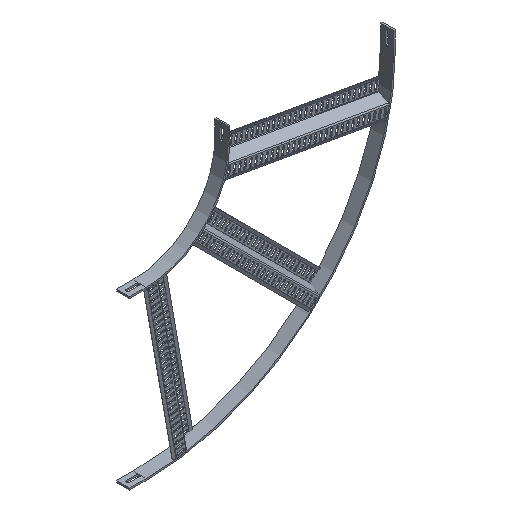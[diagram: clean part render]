
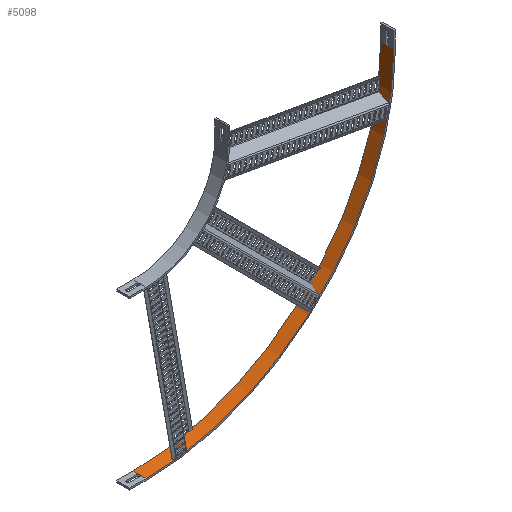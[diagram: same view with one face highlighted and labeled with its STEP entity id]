
A CAD part, isometric view. The second image highlights one B-rep face of the part: STEP entity #5098.
In plain terms, the highlighted cylindrical face has radius 755 mm (diameter 1510 mm), a partial arc.
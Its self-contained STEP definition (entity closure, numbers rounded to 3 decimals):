
#12 = ORIENTED_EDGE ( 'NONE', *, *, #5728, .F. ) ;
#68 = CARTESIAN_POINT ( 'NONE',  ( 0., -22.121, -755. ) ) ;
#222 = DIRECTION ( 'NONE',  ( 0., 1., 0. ) ) ;
#587 = CARTESIAN_POINT ( 'NONE',  ( 755., -21.79, -0.164 ) ) ;
#648 = DIRECTION ( 'NONE',  ( 0., 1., 0. ) ) ;
#789 = DIRECTION ( 'NONE',  ( 0., -1., 0. ) ) ;
#911 = ORIENTED_EDGE ( 'NONE', *, *, #8744, .T. ) ;
#1009 = CARTESIAN_POINT ( 'NONE',  ( 755., -22.121, 0. ) ) ;
#1851 = VECTOR ( 'NONE', #4990, 1000. ) ;
#2047 = DIRECTION ( 'NONE',  ( 0., 1., 0. ) ) ;
#2054 = VECTOR ( 'NONE', #2047, 1000. ) ;
#2198 = LINE ( 'NONE', #10499, #1851 ) ;
#2449 = CARTESIAN_POINT ( 'NONE',  ( 0., -40., 0. ) ) ;
#2501 = DIRECTION ( 'NONE',  ( 0., 0., 1. ) ) ;
#2529 = CARTESIAN_POINT ( 'NONE',  ( 0.454, -19.263, -755. ) ) ;
#2546 = CARTESIAN_POINT ( 'NONE',  ( 0., -40., -755. ) ) ;
#2599 = CARTESIAN_POINT ( 'NONE',  ( 0., 0., 0. ) ) ;
#3204 = EDGE_CURVE ( 'NONE', #7401, #6026, #3780, .T. ) ;
#3255 = CARTESIAN_POINT ( 'NONE',  ( 0.497, -19.633, -755. ) ) ;
#3386 = VECTOR ( 'NONE', #222, 1000. ) ;
#3780 = B_SPLINE_CURVE_WITH_KNOTS ( 'NONE', 3,
 ( #4330, #11396, #4260, #6861, #10671, #3255, #2529, #7860, #8759, #11512 ),
 .UNSPECIFIED., .F., .F.,
 ( 4, 2, 2, 2, 4 ),
 ( 0., 0.001, 0.002, 0.003, 0.004 ),
 .UNSPECIFIED. ) ;
#3940 = DIRECTION ( 'NONE',  ( 0., 1., 0. ) ) ;
#4084 = VERTEX_POINT ( 'NONE', #10098 ) ;
#4177 = VERTEX_POINT ( 'NONE', #1009 ) ;
#4205 = EDGE_CURVE ( 'NONE', #9226, #9556, #7723, .T. ) ;
#4260 = CARTESIAN_POINT ( 'NONE',  ( 0.288, -21.445, -755. ) ) ;
#4330 = CARTESIAN_POINT ( 'NONE',  ( 0., -22.121, -755. ) ) ;
#4350 = CARTESIAN_POINT ( 'NONE',  ( 755., -20.737, -0.454 ) ) ;
#4402 = CARTESIAN_POINT ( 'NONE',  ( 755., -22.121, 0. ) ) ;
#4441 = DIRECTION ( 'NONE',  ( 0., -1., 0. ) ) ;
#4598 = CARTESIAN_POINT ( 'NONE',  ( 0., -40., -755. ) ) ;
#4655 = AXIS2_PLACEMENT_3D ( 'NONE', #9697, #789, #7143 ) ;
#4825 = EDGE_CURVE ( 'NONE', #6026, #9226, #10176, .T. ) ;
#4990 = DIRECTION ( 'NONE',  ( 0., 1., 0. ) ) ;
#5039 = CARTESIAN_POINT ( 'NONE',  ( 755., 0., 0. ) ) ;
#5084 = AXIS2_PLACEMENT_3D ( 'NONE', #2599, #4441, #6705 ) ;
#5098 = ADVANCED_FACE ( 'NONE', ( #5174 ), #6885, .F. ) ;
#5174 = FACE_OUTER_BOUND ( 'NONE', #10989, .T. ) ;
#5290 = CARTESIAN_POINT ( 'NONE',  ( 755., -20.367, -0.497 ) ) ;
#5319 = EDGE_CURVE ( 'NONE', #4084, #9556, #6773, .T. ) ;
#5529 = VERTEX_POINT ( 'NONE', #2546 ) ;
#5728 = EDGE_CURVE ( 'NONE', #5529, #7401, #10213, .T. ) ;
#5954 = VERTEX_POINT ( 'NONE', #6678 ) ;
#6026 = VERTEX_POINT ( 'NONE', #6498 ) ;
#6174 = CARTESIAN_POINT ( 'NONE',  ( 755., -19.274, -0.456 ) ) ;
#6307 = ORIENTED_EDGE ( 'NONE', *, *, #10967, .F. ) ;
#6498 = CARTESIAN_POINT ( 'NONE',  ( 0., -17.879, -755. ) ) ;
#6678 = CARTESIAN_POINT ( 'NONE',  ( 755., -40., 0. ) ) ;
#6705 = DIRECTION ( 'NONE',  ( 0., 0., -1. ) ) ;
#6773 = LINE ( 'NONE', #9384, #10593 ) ;
#6861 = CARTESIAN_POINT ( 'NONE',  ( 0.456, -20.726, -755. ) ) ;
#6885 = CYLINDRICAL_SURFACE ( 'NONE', #7343, 755. ) ;
#7143 = DIRECTION ( 'NONE',  ( 0., 0., -1. ) ) ;
#7343 = AXIS2_PLACEMENT_3D ( 'NONE', #2449, #648, #2501 ) ;
#7401 = VERTEX_POINT ( 'NONE', #68 ) ;
#7723 = CIRCLE ( 'NONE', #5084, 755. ) ;
#7822 = CARTESIAN_POINT ( 'NONE',  ( 755., -18.21, -0.164 ) ) ;
#7860 = CARTESIAN_POINT ( 'NONE',  ( 0.287, -18.553, -755. ) ) ;
#7948 = ORIENTED_EDGE ( 'NONE', *, *, #3204, .F. ) ;
#7957 = CARTESIAN_POINT ( 'NONE',  ( 0., 0., -755. ) ) ;
#8346 = ORIENTED_EDGE ( 'NONE', *, *, #11128, .T. ) ;
#8744 = EDGE_CURVE ( 'NONE', #5529, #5954, #10942, .T. ) ;
#8759 = CARTESIAN_POINT ( 'NONE',  ( 0.164, -18.21, -755. ) ) ;
#9226 = VERTEX_POINT ( 'NONE', #7957 ) ;
#9384 = CARTESIAN_POINT ( 'NONE',  ( 755., -40., 0. ) ) ;
#9439 = CARTESIAN_POINT ( 'NONE',  ( 0., -40., -755. ) ) ;
#9556 = VERTEX_POINT ( 'NONE', #5039 ) ;
#9697 = CARTESIAN_POINT ( 'NONE',  ( 0., -40., 0. ) ) ;
#10098 = CARTESIAN_POINT ( 'NONE',  ( 755., -17.879, 0. ) ) ;
#10174 = ORIENTED_EDGE ( 'NONE', *, *, #5319, .T. ) ;
#10176 = LINE ( 'NONE', #4598, #2054 ) ;
#10213 = LINE ( 'NONE', #9439, #3386 ) ;
#10247 = B_SPLINE_CURVE_WITH_KNOTS ( 'NONE', 3,
 ( #11709, #7822, #11537, #6174, #10816, #5290, #4350, #10580, #587, #4402 ),
 .UNSPECIFIED., .F., .F.,
 ( 4, 2, 2, 2, 4 ),
 ( 0., 0.001, 0.002, 0.003, 0.004 ),
 .UNSPECIFIED. ) ;
#10300 = ORIENTED_EDGE ( 'NONE', *, *, #4825, .F. ) ;
#10499 = CARTESIAN_POINT ( 'NONE',  ( 755., -40., 0. ) ) ;
#10580 = CARTESIAN_POINT ( 'NONE',  ( 755., -21.447, -0.287 ) ) ;
#10593 = VECTOR ( 'NONE', #3940, 1000. ) ;
#10666 = ORIENTED_EDGE ( 'NONE', *, *, #4205, .F. ) ;
#10671 = CARTESIAN_POINT ( 'NONE',  ( 0.497, -20.363, -755. ) ) ;
#10816 = CARTESIAN_POINT ( 'NONE',  ( 755., -19.637, -0.497 ) ) ;
#10942 = CIRCLE ( 'NONE', #4655, 755. ) ;
#10967 = EDGE_CURVE ( 'NONE', #4084, #4177, #10247, .T. ) ;
#10989 = EDGE_LOOP ( 'NONE', ( #10300, #7948, #12, #911, #8346, #6307, #10174, #10666 ) ) ;
#11128 = EDGE_CURVE ( 'NONE', #5954, #4177, #2198, .T. ) ;
#11396 = CARTESIAN_POINT ( 'NONE',  ( 0.164, -21.79, -755. ) ) ;
#11512 = CARTESIAN_POINT ( 'NONE',  ( 0., -17.879, -755. ) ) ;
#11537 = CARTESIAN_POINT ( 'NONE',  ( 755., -18.555, -0.288 ) ) ;
#11709 = CARTESIAN_POINT ( 'NONE',  ( 755., -17.879, 0. ) ) ;
